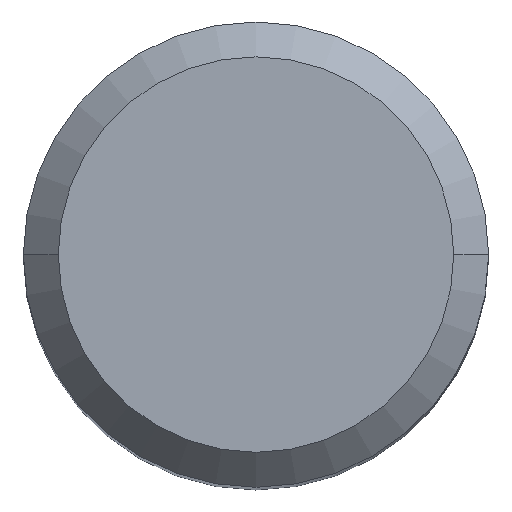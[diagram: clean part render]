
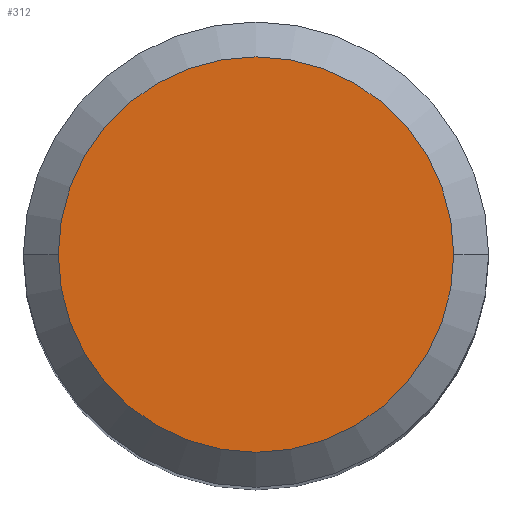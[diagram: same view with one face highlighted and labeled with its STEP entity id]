
A CAD part, top view. The second image highlights one B-rep face of the part: STEP entity #312.
In plain terms, the highlighted planar face has unit normal (0, 0, 1).
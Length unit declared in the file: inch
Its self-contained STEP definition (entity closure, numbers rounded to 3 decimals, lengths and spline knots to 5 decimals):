
#7 = AXIS2_PLACEMENT_3D ( 'NONE', #360, #136, #324 ) ;
#10 = ORIENTED_EDGE ( 'NONE', *, *, #15, .T. ) ;
#15 = EDGE_CURVE ( 'NONE', #239, #93, #32, .T. ) ;
#32 = CIRCLE ( 'NONE', #298, 0.20077 ) ;
#76 = DIRECTION ( 'NONE',  ( 0., 0., 1. ) ) ;
#93 = VERTEX_POINT ( 'NONE', #237 ) ;
#98 = AXIS2_PLACEMENT_3D ( 'NONE', #466, #139, #286 ) ;
#103 = CARTESIAN_POINT ( 'NONE',  ( 0.20077, 0., 0. ) ) ;
#136 = DIRECTION ( 'NONE',  ( 0., 0., -1. ) ) ;
#139 = DIRECTION ( 'NONE',  ( 0., 0., 1. ) ) ;
#183 = CIRCLE ( 'NONE', #98, 0.20077 ) ;
#186 = EDGE_CURVE ( 'NONE', #93, #239, #183, .T. ) ;
#237 = CARTESIAN_POINT ( 'NONE',  ( -0.20077, 0., 0. ) ) ;
#239 = VERTEX_POINT ( 'NONE', #103 ) ;
#279 = EDGE_LOOP ( 'NONE', ( #290, #10 ) ) ;
#286 = DIRECTION ( 'NONE',  ( 1., 0., 0. ) ) ;
#287 = FACE_OUTER_BOUND ( 'NONE', #279, .T. ) ;
#290 = ORIENTED_EDGE ( 'NONE', *, *, #186, .T. ) ;
#298 = AXIS2_PLACEMENT_3D ( 'NONE', #467, #76, #392 ) ;
#312 = ADVANCED_FACE ( 'NONE', ( #287 ), #433, .F. ) ;
#324 = DIRECTION ( 'NONE',  ( -1., 0., 0. ) ) ;
#360 = CARTESIAN_POINT ( 'NONE',  ( 0., 0., 0. ) ) ;
#392 = DIRECTION ( 'NONE',  ( 1., 0., 0. ) ) ;
#433 = PLANE ( 'NONE',  #7 ) ;
#466 = CARTESIAN_POINT ( 'NONE',  ( 0., 0., 0. ) ) ;
#467 = CARTESIAN_POINT ( 'NONE',  ( 0., 0., 0. ) ) ;
